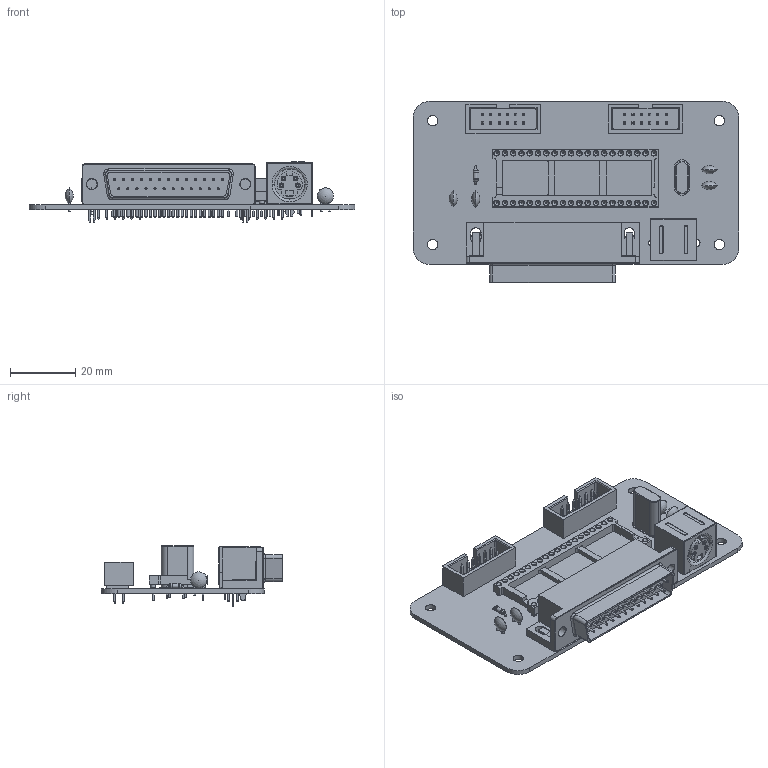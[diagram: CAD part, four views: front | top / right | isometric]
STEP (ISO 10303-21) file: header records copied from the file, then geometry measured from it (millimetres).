
FILE_DESCRIPTION(('KiCad electronic assembly'),'2;1');
FILE_NAME('Keyboard Encoder Helper.step','2026-01-31T12:39:03',('Pcbnew' ),('Kicad'),'Open CASCADE STEP processor 7.8', 'KiCad to STEP converter','Unknown');
FILE_SCHEMA(('AUTOMOTIVE_DESIGN { 1 0 10303 214 1 1 1 1 }'));
Length unit declared in the file: millimetre
Products named in the file (11): Keyboard Encoder Helper 1; R_Axial_DIN0204_L3.6mm_D1.6mm_P5.08mm_Horizontal; Crystal_HC49-U_Vertical; 0702461201; SOLID; COMPOUND; DIP-40_W15.24mm_Socket; C_Disc_D5.0mm_W2.5mm_P2.50mm; DSUB-25_Pins_Horizontal_P2.77x2.84mm_EdgePinOffset7.70mm_Housed_
MountingHolesOffset9.12mm; KMDGX-6S-BS; Keyboard Encoder Helper_PCB
Assembly tree (14 placements, depth 3):
  Keyboard Encoder Helper 1
    R_Axial_DIN0204_L3.6mm_D1.6mm_P5.08mm_Horizontal
    Crystal_HC49-U_Vertical
    0702461201  x2
      SOLID
      COMPOUND
    DIP-40_W15.24mm_Socket
    C_Disc_D5.0mm_W2.5mm_P2.50mm  x4
    DSUB-25_Pins_Horizontal_P2.77x2.84mm_EdgePinOffset7.70mm_Housed_
MountingHolesOffset9.12mm
    KMDGX-6S-BS
    Keyboard Encoder Helper_PCB
Bounding box: 100 x 55.61 x 18.5 mm (x, y, z)
Volume: 20868.6 mm3; surface area: 23359.9 mm2
Topology: 12 solids, 13 shells, 1878 faces, 4256 edges, 2742 vertices
Faces by surface type: plane 1160, cylinder 500, cone 132, torus 68, sphere 8, bspline 6, revolution 4
Full cylindrical faces by diameter (mm): 0.5 x12, 0.508 x80, 0.64 x75, 0.7 x2, 0.8 x50, 1 x49, 1.1 x6, 1.44 x1, 1.524 x40, 1.6 x2, 1.724 x40, 2.3 x3, 3.2 x8, 4 x2
Entity records: 53277 total; most frequent: CARTESIAN_POINT 8450, DIRECTION 7801, ORIENTED_EDGE 6832, EDGE_CURVE 3416, AXIS2_PLACEMENT_3D 2852, VERTEX_POINT 2163, FACE_BOUND 2147, EDGE_LOOP 2147
